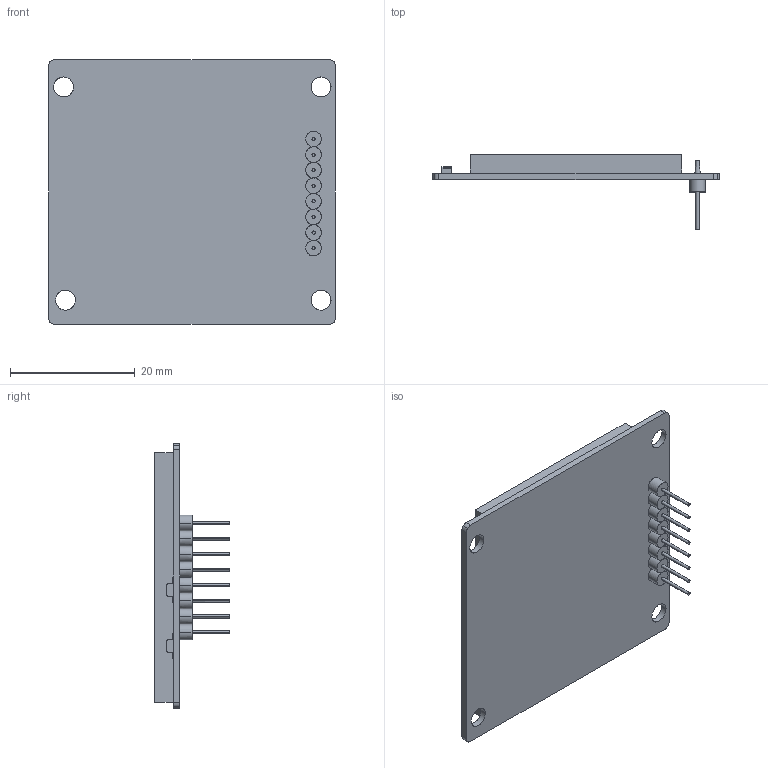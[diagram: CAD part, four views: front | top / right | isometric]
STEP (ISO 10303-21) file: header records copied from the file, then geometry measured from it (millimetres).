
FILE_DESCRIPTION (( 'STEP AP214' ), '1' );
FILE_NAME ('Nokia5110.STEP', '2021-07-26T17:46:58', ( '' ), ( '' ), 'SwSTEP 2.0', 'SolidWorks 2019', '' );
FILE_SCHEMA (( 'AUTOMOTIVE_DESIGN' ));
Length unit declared in the file: millimetre
Products named in the file (1): Nokia5110
Bounding box: 46 x 12 x 42.5 mm (x, y, z)
Surface area: 4755.9 mm2 (no closed solid volume)
Topology: 0 solids, 1 shells, 152 faces, 380 edges, 237 vertices
Faces by surface type: cylinder 78, plane 58, cone 16
Entity records: 6460 total; most frequent: CARTESIAN_POINT 2776, ORIENTED_EDGE 732, EDGE_CURVE 380, DIRECTION 372, B_SPLINE_CURVE_WITH_KNOTS 314, VERTEX_POINT 237, EDGE_LOOP 181, AXIS2_PLACEMENT_3D 153
